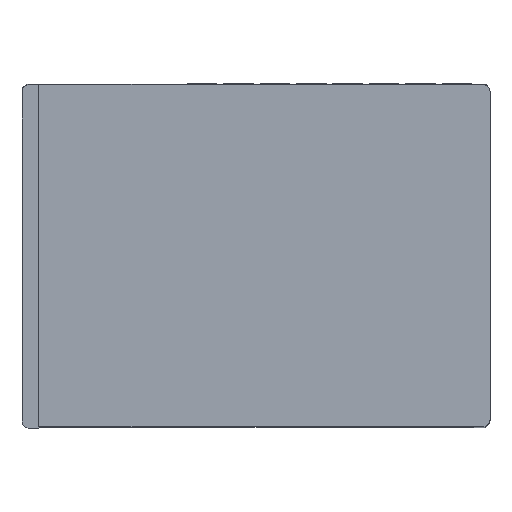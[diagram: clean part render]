
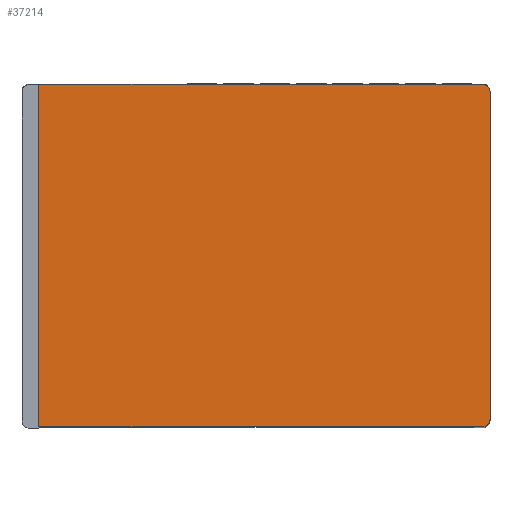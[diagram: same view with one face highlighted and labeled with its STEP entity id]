
A CAD part, front view. The second image highlights one B-rep face of the part: STEP entity #37214.
In plain terms, the highlighted planar face has unit normal (0, -1, 0).
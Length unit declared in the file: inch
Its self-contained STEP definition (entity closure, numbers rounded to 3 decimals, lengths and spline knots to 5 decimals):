
#186 = VECTOR ( 'NONE', #43301, 39.37008 ) ;
#529 = CARTESIAN_POINT ( 'NONE',  ( -1.16929, -0.41275, 0.92337 ) ) ;
#1122 = EDGE_CURVE ( 'NONE', #67179, #5423, #3337, .T. ) ;
#2656 = ORIENTED_EDGE ( 'NONE', *, *, #35670, .T. ) ;
#3337 = LINE ( 'NONE', #529, #42205 ) ;
#5423 = VERTEX_POINT ( 'NONE', #14286 ) ;
#5434 = PLANE ( 'NONE',  #54954 ) ;
#5436 = ORIENTED_EDGE ( 'NONE', *, *, #82372, .T. ) ;
#5891 = DIRECTION ( 'NONE',  ( 0., 0., -1. ) ) ;
#6258 =( BOUNDED_CURVE ( )  B_SPLINE_CURVE ( 3, ( #39118, #92089, #47003, #9117 ),
 .UNSPECIFIED., .F., .F. ) 
 B_SPLINE_CURVE_WITH_KNOTS ( ( 4, 4 ),
 ( 0., 1.5708 ),
 .UNSPECIFIED. ) 
 CURVE ( )  GEOMETRIC_REPRESENTATION_ITEM ( )  RATIONAL_B_SPLINE_CURVE ( ( 1., 0.805, 0.805, 1. ) ) 
 REPRESENTATION_ITEM ( '' )  );
#8741 = DIRECTION ( 'NONE',  ( 1., 0., 0. ) ) ;
#9117 = CARTESIAN_POINT ( 'NONE',  ( 1.25984, -0.41275, -0.87979 ) ) ;
#9493 = LINE ( 'NONE', #14247, #34294 ) ;
#9576 = CARTESIAN_POINT ( 'NONE',  ( 1.22047, -0.41275, -0.91916 ) ) ;
#10926 = VERTEX_POINT ( 'NONE', #9576 ) ;
#13020 = CARTESIAN_POINT ( 'NONE',  ( -1.16929, -0.41275, -0.91916 ) ) ;
#14145 = CARTESIAN_POINT ( 'NONE',  ( 1.24353, -0.41275, 0.92337 ) ) ;
#14247 = CARTESIAN_POINT ( 'NONE',  ( 1.25984, -0.41275, 0.92337 ) ) ;
#14286 = CARTESIAN_POINT ( 'NONE',  ( 1.22047, -0.41275, 0.92337 ) ) ;
#14803 = VERTEX_POINT ( 'NONE', #81591 ) ;
#21749 = EDGE_LOOP ( 'NONE', ( #2656, #52136, #74132, #5436, #57221, #74948 ) ) ;
#22025 = CARTESIAN_POINT ( 'NONE',  ( 1.22047, -0.41275, 0.92337 ) ) ;
#22097 = EDGE_CURVE ( 'NONE', #81514, #14803, #9493, .T. ) ;
#24498 = EDGE_CURVE ( 'NONE', #67179, #27297, #76056, .T. ) ;
#27173 = DIRECTION ( 'NONE',  ( 0., 0., -1. ) ) ;
#27297 = VERTEX_POINT ( 'NONE', #29827 ) ;
#27704 =( BOUNDED_CURVE ( )  B_SPLINE_CURVE ( 3, ( #97707, #52632, #14145, #22025 ),
 .UNSPECIFIED., .F., .F. ) 
 B_SPLINE_CURVE_WITH_KNOTS ( ( 4, 4 ),
 ( 1.5708, 3.14159 ),
 .UNSPECIFIED. ) 
 CURVE ( )  GEOMETRIC_REPRESENTATION_ITEM ( )  RATIONAL_B_SPLINE_CURVE ( ( 1., 0.805, 0.805, 1. ) ) 
 REPRESENTATION_ITEM ( '' )  );
#28460 = DIRECTION ( 'NONE',  ( 0., -1., 0. ) ) ;
#29827 = CARTESIAN_POINT ( 'NONE',  ( -1.16929, -0.41275, -0.91916 ) ) ;
#34294 = VECTOR ( 'NONE', #38942, 39.37008 ) ;
#35670 = EDGE_CURVE ( 'NONE', #27297, #10926, #80298, .T. ) ;
#37214 = ADVANCED_FACE ( 'NONE', ( #92913 ), #5434, .T. ) ;
#38942 = DIRECTION ( 'NONE',  ( 0., 0., -1. ) ) ;
#39118 = CARTESIAN_POINT ( 'NONE',  ( 1.22047, -0.41275, -0.91916 ) ) ;
#42205 = VECTOR ( 'NONE', #8741, 39.37008 ) ;
#42292 = CARTESIAN_POINT ( 'NONE',  ( -1.16929, -0.41275, 0.92337 ) ) ;
#43301 = DIRECTION ( 'NONE',  ( 1., 0., 0. ) ) ;
#47003 = CARTESIAN_POINT ( 'NONE',  ( 1.25984, -0.41275, -0.90285 ) ) ;
#52136 = ORIENTED_EDGE ( 'NONE', *, *, #87560, .T. ) ;
#52632 = CARTESIAN_POINT ( 'NONE',  ( 1.25984, -0.41275, 0.90706 ) ) ;
#54954 = AXIS2_PLACEMENT_3D ( 'NONE', #42292, #28460, #27173 ) ;
#57159 = VECTOR ( 'NONE', #5891, 39.37008 ) ;
#57221 = ORIENTED_EDGE ( 'NONE', *, *, #1122, .F. ) ;
#58830 = CARTESIAN_POINT ( 'NONE',  ( 1.25984, -0.41275, 0.884 ) ) ;
#67179 = VERTEX_POINT ( 'NONE', #79633 ) ;
#74132 = ORIENTED_EDGE ( 'NONE', *, *, #22097, .F. ) ;
#74948 = ORIENTED_EDGE ( 'NONE', *, *, #24498, .T. ) ;
#76056 = LINE ( 'NONE', #87822, #57159 ) ;
#79633 = CARTESIAN_POINT ( 'NONE',  ( -1.16929, -0.41275, 0.92337 ) ) ;
#80298 = LINE ( 'NONE', #13020, #186 ) ;
#81514 = VERTEX_POINT ( 'NONE', #58830 ) ;
#81591 = CARTESIAN_POINT ( 'NONE',  ( 1.25984, -0.41275, -0.87979 ) ) ;
#82372 = EDGE_CURVE ( 'NONE', #81514, #5423, #27704, .T. ) ;
#87560 = EDGE_CURVE ( 'NONE', #10926, #14803, #6258, .T. ) ;
#87822 = CARTESIAN_POINT ( 'NONE',  ( -1.16929, -0.41275, 0.92337 ) ) ;
#92089 = CARTESIAN_POINT ( 'NONE',  ( 1.24353, -0.41275, -0.91916 ) ) ;
#92913 = FACE_OUTER_BOUND ( 'NONE', #21749, .T. ) ;
#97707 = CARTESIAN_POINT ( 'NONE',  ( 1.25984, -0.41275, 0.884 ) ) ;
